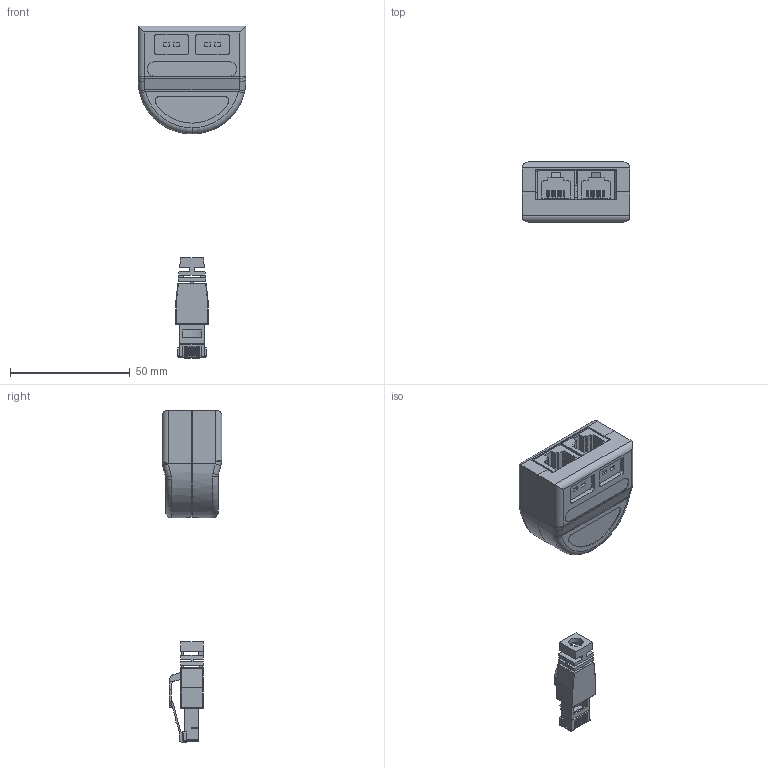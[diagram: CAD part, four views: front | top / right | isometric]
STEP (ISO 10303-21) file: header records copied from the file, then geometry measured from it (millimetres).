
FILE_DESCRIPTION (( 'STEP AP214' ), '1' );
FILE_NAME ('ECS802-1_3D.step', '2025-08-21T14:14:17', ( '' ), ( '' ), 'SwSTEP 2.0', 'SolidWorks 2022', '' );
FILE_SCHEMA (( 'AUTOMOTIVE_DESIGN' ));
Length unit declared in the file: inch
Products named in the file (6): ECS801-MA2; 1AY01-007_TDS8CVR-BK-PROD; ECS801-MA1; T8P8CSR; 3AB02-005; ECS802-1_3D
Assembly tree (6 placements, depth 2):
  ECS802-1_3D
    ECS801-MA1
    ECS801-MA2
    3AB02-005  x2
    T8P8CSR
    1AY01-007_TDS8CVR-BK-PROD
Bounding box: 45 x 25 x 138.46 mm (x, y, z)
Volume: 12774.1 mm3; surface area: 21386.4 mm2
Topology: 6 solids, 6 shells, 629 faces, 1732 edges, 1108 vertices
Faces by surface type: plane 425, cylinder 141, bspline 37, sphere 14, torus 12
Entity records: 23711 total; most frequent: CARTESIAN_POINT 5284, ORIENTED_EDGE 3072, DIRECTION 2782, EDGE_CURVE 1536, VECTOR 1146, LINE 1146, VERTEX_POINT 990, AXIS2_PLACEMENT_3D 818
